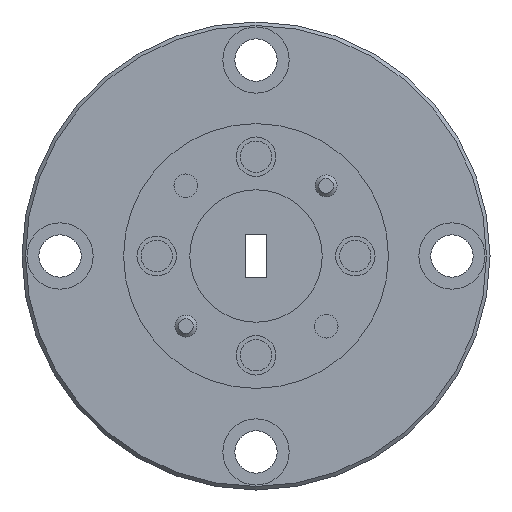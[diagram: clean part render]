
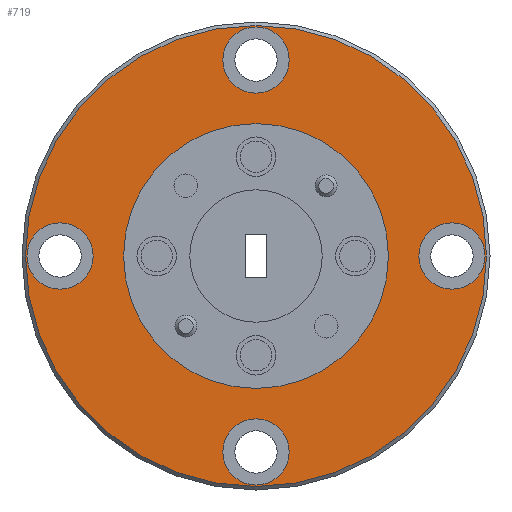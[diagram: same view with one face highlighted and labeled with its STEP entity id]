
A CAD part, left-side view. The second image highlights one B-rep face of the part: STEP entity #719.
In plain terms, the highlighted planar face has unit normal (-1, 0, 0).
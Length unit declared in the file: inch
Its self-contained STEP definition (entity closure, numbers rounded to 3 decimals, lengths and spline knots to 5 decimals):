
#49 = EDGE_LOOP ( 'NONE', ( #859 ) ) ;
#54 = FACE_BOUND ( 'NONE', #1605, .T. ) ;
#57 = VERTEX_POINT ( 'NONE', #1082 ) ;
#95 = ORIENTED_EDGE ( 'NONE', *, *, #1601, .T. ) ;
#108 = ORIENTED_EDGE ( 'NONE', *, *, #1565, .F. ) ;
#139 = CARTESIAN_POINT ( 'NONE',  ( 0., -0.55492, 0. ) ) ;
#144 = CARTESIAN_POINT ( 'NONE',  ( 0., 0., -0.55492 ) ) ;
#164 = DIRECTION ( 'NONE',  ( 1., 0., 0. ) ) ;
#301 = EDGE_LOOP ( 'NONE', ( #1318 ) ) ;
#304 = DIRECTION ( 'NONE',  ( 1., 0., 0. ) ) ;
#329 = EDGE_CURVE ( 'NONE', #931, #931, #1300, .T. ) ;
#381 = DIRECTION ( 'NONE',  ( 0., 0., -1. ) ) ;
#418 = DIRECTION ( 'NONE',  ( -1., 0., 0. ) ) ;
#428 = DIRECTION ( 'NONE',  ( -1., 0., 0. ) ) ;
#481 = FACE_BOUND ( 'NONE', #301, .T. ) ;
#524 = FACE_OUTER_BOUND ( 'NONE', #49, .T. ) ;
#565 = DIRECTION ( 'NONE',  ( 0., 0., 1. ) ) ;
#572 = CARTESIAN_POINT ( 'NONE',  ( 0., 0., 0.55492 ) ) ;
#581 = EDGE_LOOP ( 'NONE', ( #108 ) ) ;
#582 = DIRECTION ( 'NONE',  ( 0., 0., 1. ) ) ;
#595 = EDGE_CURVE ( 'NONE', #1680, #1680, #1707, .T. ) ;
#628 = ORIENTED_EDGE ( 'NONE', *, *, #595, .F. ) ;
#719 = ADVANCED_FACE ( 'NONE', ( #524, #54, #1529, #1830, #871, #481 ), #1023, .F. ) ;
#749 = CARTESIAN_POINT ( 'NONE',  ( 0., 0., 0. ) ) ;
#769 = EDGE_LOOP ( 'NONE', ( #1035 ) ) ;
#774 = VERTEX_POINT ( 'NONE', #932 ) ;
#786 = CARTESIAN_POINT ( 'NONE',  ( 0., 0., 0.64867 ) ) ;
#859 = ORIENTED_EDGE ( 'NONE', *, *, #329, .T. ) ;
#869 = DIRECTION ( 'NONE',  ( 0., 0., 1. ) ) ;
#871 = FACE_BOUND ( 'NONE', #769, .T. ) ;
#898 = DIRECTION ( 'NONE',  ( 0., 0., -1. ) ) ;
#931 = VERTEX_POINT ( 'NONE', #1469 ) ;
#932 = CARTESIAN_POINT ( 'NONE',  ( 0., 0., -0.46117 ) ) ;
#1012 = EDGE_CURVE ( 'NONE', #774, #774, #1705, .T. ) ;
#1021 = AXIS2_PLACEMENT_3D ( 'NONE', #1560, #418, #1849 ) ;
#1023 = PLANE ( 'NONE',  #1820 ) ;
#1035 = ORIENTED_EDGE ( 'NONE', *, *, #1012, .F. ) ;
#1036 = AXIS2_PLACEMENT_3D ( 'NONE', #572, #1152, #565 ) ;
#1082 = CARTESIAN_POINT ( 'NONE',  ( 0., 0., -0.375 ) ) ;
#1116 = CIRCLE ( 'NONE', #1036, 0.09375 ) ;
#1131 = AXIS2_PLACEMENT_3D ( 'NONE', #144, #1146, #869 ) ;
#1146 = DIRECTION ( 'NONE',  ( -1., 0., 0. ) ) ;
#1152 = DIRECTION ( 'NONE',  ( -1., 0., 0. ) ) ;
#1215 = VERTEX_POINT ( 'NONE', #1476 ) ;
#1229 = CARTESIAN_POINT ( 'NONE',  ( 0., 0., 0. ) ) ;
#1237 = AXIS2_PLACEMENT_3D ( 'NONE', #1558, #304, #1430 ) ;
#1249 = AXIS2_PLACEMENT_3D ( 'NONE', #1229, #1366, #381 ) ;
#1300 = CIRCLE ( 'NONE', #1249, 0.6526 ) ;
#1318 = ORIENTED_EDGE ( 'NONE', *, *, #1638, .F. ) ;
#1366 = DIRECTION ( 'NONE',  ( -1., 0., 0. ) ) ;
#1368 = CARTESIAN_POINT ( 'NONE',  ( 0., 0.55492, 0.09375 ) ) ;
#1408 = VERTEX_POINT ( 'NONE', #786 ) ;
#1430 = DIRECTION ( 'NONE',  ( 0., 0., -1. ) ) ;
#1469 = CARTESIAN_POINT ( 'NONE',  ( 0., 0., -0.6526 ) ) ;
#1476 = CARTESIAN_POINT ( 'NONE',  ( 0., -0.55492, 0.09375 ) ) ;
#1529 = FACE_BOUND ( 'NONE', #1831, .T. ) ;
#1558 = CARTESIAN_POINT ( 'NONE',  ( 0., 0., 0. ) ) ;
#1560 = CARTESIAN_POINT ( 'NONE',  ( 0., 0.55492, 0. ) ) ;
#1565 = EDGE_CURVE ( 'NONE', #1408, #1408, #1116, .T. ) ;
#1601 = EDGE_CURVE ( 'NONE', #57, #57, #1826, .T. ) ;
#1605 = EDGE_LOOP ( 'NONE', ( #95 ) ) ;
#1638 = EDGE_CURVE ( 'NONE', #1215, #1215, #1780, .T. ) ;
#1680 = VERTEX_POINT ( 'NONE', #1368 ) ;
#1705 = CIRCLE ( 'NONE', #1131, 0.09375 ) ;
#1707 = CIRCLE ( 'NONE', #1021, 0.09375 ) ;
#1718 = AXIS2_PLACEMENT_3D ( 'NONE', #139, #428, #582 ) ;
#1780 = CIRCLE ( 'NONE', #1718, 0.09375 ) ;
#1820 = AXIS2_PLACEMENT_3D ( 'NONE', #749, #164, #898 ) ;
#1826 = CIRCLE ( 'NONE', #1237, 0.375 ) ;
#1830 = FACE_BOUND ( 'NONE', #581, .T. ) ;
#1831 = EDGE_LOOP ( 'NONE', ( #628 ) ) ;
#1849 = DIRECTION ( 'NONE',  ( 0., 0., 1. ) ) ;
